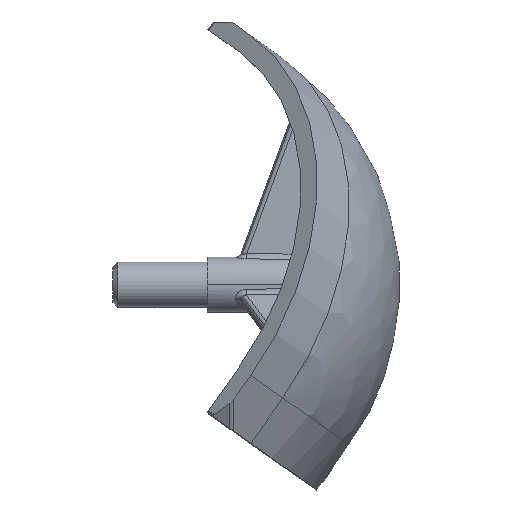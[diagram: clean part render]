
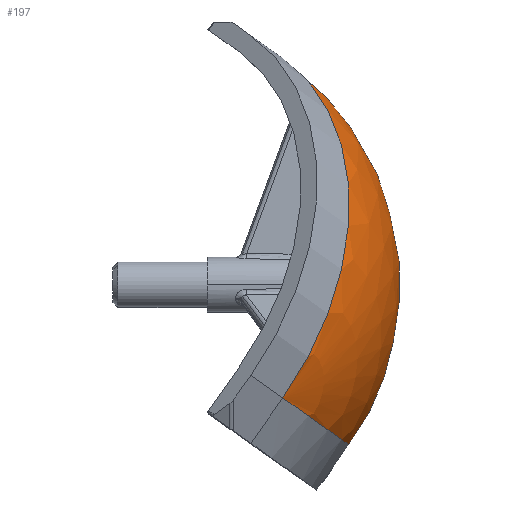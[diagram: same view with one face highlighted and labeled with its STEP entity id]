
A CAD part, top view. The second image highlights one B-rep face of the part: STEP entity #197.
In plain terms, the highlighted spherical face has radius 25 mm.
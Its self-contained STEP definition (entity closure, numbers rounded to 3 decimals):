
#197=ADVANCED_FACE('NONE',(#475),#476,.T.);
#475=FACE_OUTER_BOUND('',#833,.T.);
#476=SPHERICAL_SURFACE('',#834,25.0);
#833=EDGE_LOOP('',(#1925,#1926,#1927));
#834=AXIS2_PLACEMENT_3D('',#1928,#1929,#1930);
#1925=ORIENTED_EDGE('',*,*,#2802,.F.);
#1926=ORIENTED_EDGE('',*,*,#2803,.F.);
#1927=ORIENTED_EDGE('',*,*,#2804,.T.);
#1928=CARTESIAN_POINT('',(0.0,0.0,0.0));
#1929=DIRECTION('',(0.577,-0.408,0.707));
#1930=DIRECTION('',(0.577,-0.408,-0.707));
#2802=EDGE_CURVE('NONE',#3309,#3310,#3311,.T.);
#2803=EDGE_CURVE('NONE',#3312,#3309,#3313,.T.);
#2804=EDGE_CURVE('NONE',#3312,#3310,#3314,.T.);
#3309=VERTEX_POINT('NONE',#4043);
#3310=VERTEX_POINT('NONE',#4044);
#3311=CIRCLE('',#4045,25.0);
#3312=VERTEX_POINT('NONE',#4046);
#3313=CIRCLE('',#4047,25.0);
#3314=CIRCLE('',#4048,25.0);
#4043=CARTESIAN_POINT('',(14.434,-10.206,17.678));
#4044=CARTESIAN_POINT('',(14.434,20.412,0.));
#4045=AXIS2_PLACEMENT_3D('',#5078,#5079,#5080);
#4046=CARTESIAN_POINT('',(14.434,-10.206,-17.678));
#4047=AXIS2_PLACEMENT_3D('',#5081,#5082,#5083);
#4048=AXIS2_PLACEMENT_3D('',#5084,#5085,#5086);
#5078=CARTESIAN_POINT('',(0.0,0.0,0.0));
#5079=DIRECTION('',(-0.577,0.408,0.707));
#5080=DIRECTION('',(0.577,-0.408,0.707));
#5081=CARTESIAN_POINT('',(0.0,0.0,0.0));
#5082=DIRECTION('',(-0.577,-0.816,0.));
#5083=DIRECTION('',(0.577,-0.408,-0.707));
#5084=CARTESIAN_POINT('',(0.0,0.0,0.0));
#5085=DIRECTION('',(0.577,-0.408,0.707));
#5086=DIRECTION('',(0.577,-0.408,-0.707));
